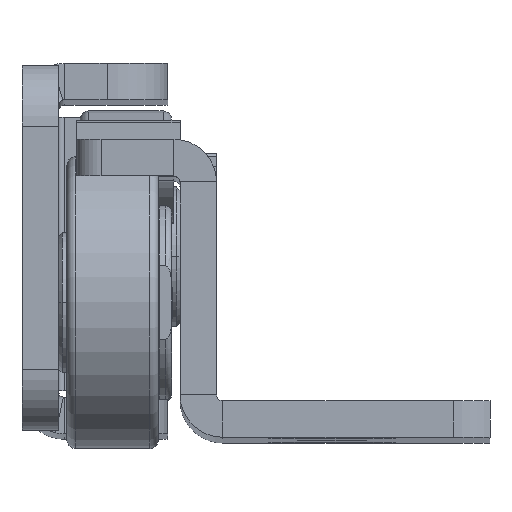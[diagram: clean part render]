
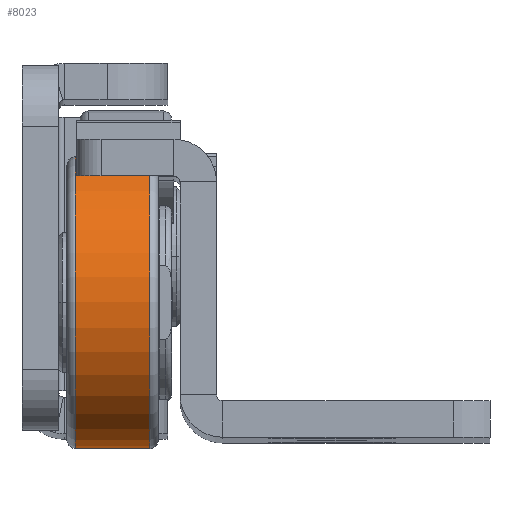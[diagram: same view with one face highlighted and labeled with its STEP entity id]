
A CAD part, top view. The second image highlights one B-rep face of the part: STEP entity #8023.
In plain terms, the highlighted cylindrical face has radius 12 mm (diameter 24 mm), a partial arc.
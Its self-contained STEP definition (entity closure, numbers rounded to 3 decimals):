
#268 = EDGE_CURVE ( 'NONE', #6228, #2727, #13301, .T. ) ;
#922 = AXIS2_PLACEMENT_3D ( 'NONE', #1884, #14727, #8744 ) ;
#1159 = ORIENTED_EDGE ( 'NONE', *, *, #3358, .T. ) ;
#1368 = DIRECTION ( 'NONE',  ( 1., 0., 0. ) ) ;
#1422 = ORIENTED_EDGE ( 'NONE', *, *, #268, .T. ) ;
#1429 = ORIENTED_EDGE ( 'NONE', *, *, #14969, .T. ) ;
#1849 = CARTESIAN_POINT ( 'NONE',  ( 3.05, 12., 0. ) ) ;
#1884 = CARTESIAN_POINT ( 'NONE',  ( -3.75, 0., 0. ) ) ;
#2212 = AXIS2_PLACEMENT_3D ( 'NONE', #11811, #1368, #13773 ) ;
#2447 = VECTOR ( 'NONE', #10067, 1000. ) ;
#2465 = CARTESIAN_POINT ( 'NONE',  ( -3.05, 12., 0. ) ) ;
#2716 = EDGE_LOOP ( 'NONE', ( #4638, #1422, #1429, #1159 ) ) ;
#2727 = VERTEX_POINT ( 'NONE', #9649 ) ;
#2966 = LINE ( 'NONE', #5042, #5516 ) ;
#3358 = EDGE_CURVE ( 'NONE', #7176, #3990, #11942, .T. ) ;
#3524 = CARTESIAN_POINT ( 'NONE',  ( -3.05, -12., 0. ) ) ;
#3990 = VERTEX_POINT ( 'NONE', #2465 ) ;
#4033 = EDGE_CURVE ( 'NONE', #6228, #3990, #4352, .T. ) ;
#4195 = CARTESIAN_POINT ( 'NONE',  ( 3.05, 0., 0. ) ) ;
#4352 = LINE ( 'NONE', #12339, #2447 ) ;
#4638 = ORIENTED_EDGE ( 'NONE', *, *, #4033, .F. ) ;
#5042 = CARTESIAN_POINT ( 'NONE',  ( -3.75, -12., 0. ) ) ;
#5472 = CYLINDRICAL_SURFACE ( 'NONE', #922, 12. ) ;
#5516 = VECTOR ( 'NONE', #9679, 1000. ) ;
#6228 = VERTEX_POINT ( 'NONE', #1849 ) ;
#7176 = VERTEX_POINT ( 'NONE', #3524 ) ;
#8023 = ADVANCED_FACE ( 'NONE', ( #11247 ), #5472, .T. ) ;
#8744 = DIRECTION ( 'NONE',  ( 0., -1., 0. ) ) ;
#9649 = CARTESIAN_POINT ( 'NONE',  ( 3.05, -12., 0. ) ) ;
#9679 = DIRECTION ( 'NONE',  ( -1., 0., 0. ) ) ;
#10067 = DIRECTION ( 'NONE',  ( -1., 0., 0. ) ) ;
#11247 = FACE_OUTER_BOUND ( 'NONE', #2716, .T. ) ;
#11811 = CARTESIAN_POINT ( 'NONE',  ( -3.05, 0., 0. ) ) ;
#11942 = CIRCLE ( 'NONE', #2212, 12. ) ;
#12339 = CARTESIAN_POINT ( 'NONE',  ( -3.75, 12., 0. ) ) ;
#13239 = DIRECTION ( 'NONE',  ( -1., 0., 0. ) ) ;
#13301 = CIRCLE ( 'NONE', #14754, 12. ) ;
#13470 = DIRECTION ( 'NONE',  ( 0., -1., 0. ) ) ;
#13773 = DIRECTION ( 'NONE',  ( 0., 1., 0. ) ) ;
#14727 = DIRECTION ( 'NONE',  ( -1., 0., 0. ) ) ;
#14754 = AXIS2_PLACEMENT_3D ( 'NONE', #4195, #13239, #13470 ) ;
#14969 = EDGE_CURVE ( 'NONE', #2727, #7176, #2966, .T. ) ;
